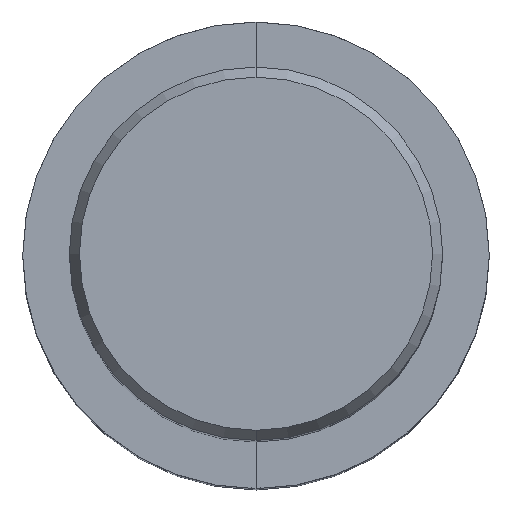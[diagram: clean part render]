
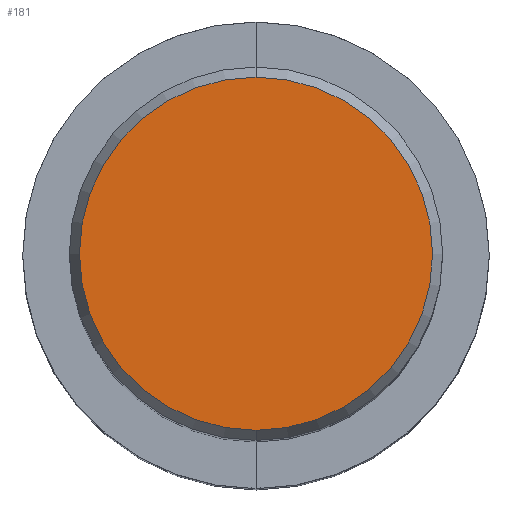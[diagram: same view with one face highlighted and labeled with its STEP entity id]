
A CAD part, top view. The second image highlights one B-rep face of the part: STEP entity #181.
In plain terms, the highlighted planar face has unit normal (0, 0, 1).
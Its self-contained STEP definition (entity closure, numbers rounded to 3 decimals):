
#127=EDGE_CURVE('',#281,#237,#331,.T.);
#181=ADVANCED_FACE('',(#389),#390,.T.);
#235=EDGE_CURVE('',#237,#281,#455,.T.);
#237=VERTEX_POINT('',#457);
#281=VERTEX_POINT('',#507);
#331=CIRCLE('',#553,12.012);
#389=FACE_OUTER_BOUND('',#633,.T.);
#390=PLANE('',#634);
#455=CIRCLE('',#713,12.012);
#457=CARTESIAN_POINT('',(0.0,12.012,0.01));
#507=CARTESIAN_POINT('',(0.,-12.012,0.01));
#553=AXIS2_PLACEMENT_3D('',#823,#824,#825);
#633=EDGE_LOOP('',(#890,#891));
#634=AXIS2_PLACEMENT_3D('',#892,#893,#894);
#713=AXIS2_PLACEMENT_3D('',#988,#989,#990);
#823=CARTESIAN_POINT('',(0.0,0.0,0.01));
#824=DIRECTION('',(0.0,0.0,-1.0));
#825=DIRECTION('',(0.0,1.0,0.0));
#890=ORIENTED_EDGE('',*,*,#235,.F.);
#891=ORIENTED_EDGE('',*,*,#127,.F.);
#892=CARTESIAN_POINT('',(0.0,6.006,0.01));
#893=DIRECTION('',(-0.0,0.0,1.0));
#894=DIRECTION('',(0.0,-1.0,0.0));
#988=CARTESIAN_POINT('',(0.0,0.0,0.01));
#989=DIRECTION('',(0.0,0.0,-1.0));
#990=DIRECTION('',(0.0,1.0,0.0));
